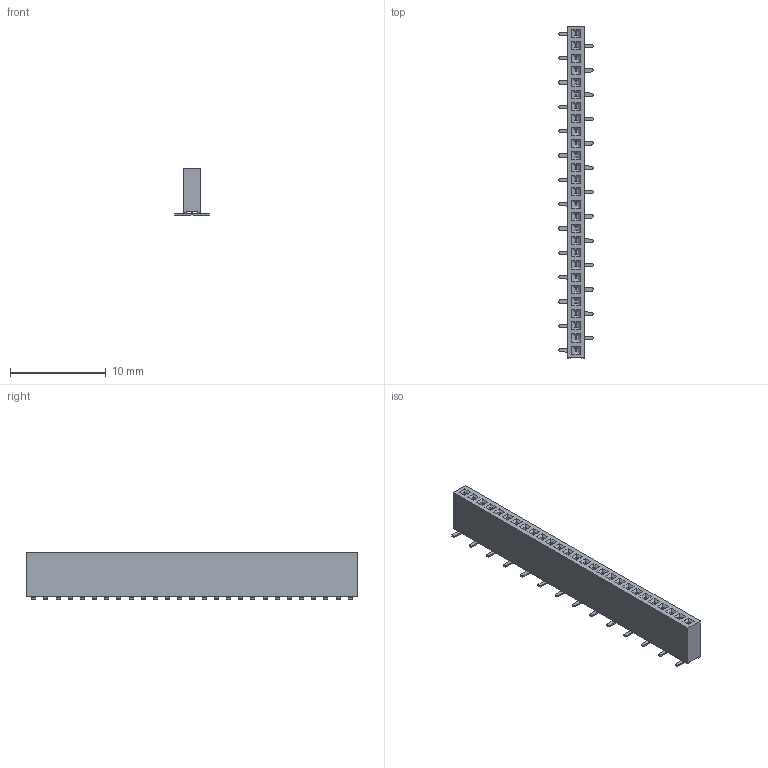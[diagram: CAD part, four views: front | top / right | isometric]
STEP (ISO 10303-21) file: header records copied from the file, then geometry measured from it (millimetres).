
FILE_DESCRIPTION(/* description */ ('model of PinSocket_1x27_P1.27mm_Vertical_SMD_Pin1Left'),/* implementation_level */ '2;1');
FILE_NAME(/* name */ 'PinSocket_1x27_P1.27mm_Vertical_SMD_Pin1Left.step',/* time_stamp */ '2017-11-27T00:05:17',/* author */ ('Terje Io','https://github.com/terjeio'),/* organization */ ('FreeCAD'),/* preprocessor_version */ 'OCC',/* originating_system */ 'kicad StepUp',/* authorisation */ '');
FILE_SCHEMA(('AUTOMOTIVE_DESIGN_CC2 { 1 2 10303 214 -1 1 5 4 }'));
Length unit declared in the file: millimetre
Products named in the file (1): PinSocket_1x27_P127mm_Vertical_SMD_Pin1Left
Bounding box: 3.58 x 34.64 x 4.83 mm (x, y, z)
Volume: 264.7 mm3; surface area: 718.3 mm2
Topology: 1 solids, 1 shells, 955 faces, 2400 edges, 1528 vertices
Faces by surface type: plane 874, cylinder 81
Entity records: 18302 total; most frequent: ORIENTED_EDGE 3924, EDGE_CURVE 2400, CARTESIAN_POINT 2266, LINE 2128, VERTEX_POINT 1528, FACE_BOUND 1036, EDGE_LOOP 1036, AXIS2_PLACEMENT_3D 969
